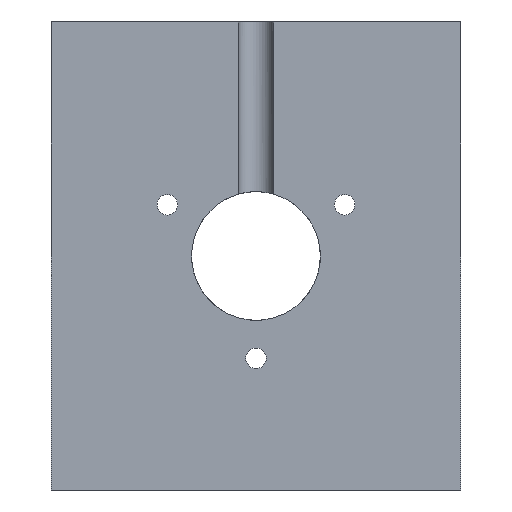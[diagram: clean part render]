
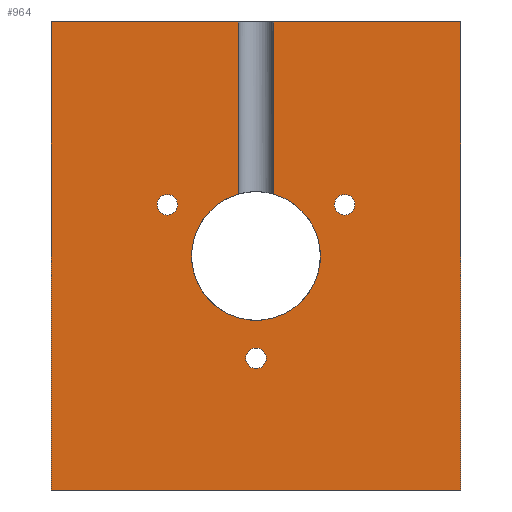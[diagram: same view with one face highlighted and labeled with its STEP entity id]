
A CAD part, front view. The second image highlights one B-rep face of the part: STEP entity #964.
In plain terms, the highlighted planar face has unit normal (0, -1, 0).
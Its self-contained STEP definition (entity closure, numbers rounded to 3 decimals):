
#41	= VECTOR('',#42,10.);
#42	= DIRECTION('',(0.,0.,-1.));
#109	= EDGE_CURVE('',#105,#107,#100,.T.);
#105	= VERTEX_POINT('',#106);
#106	= CARTESIAN_POINT('',(-3.,0.,50.583));
#107	= VERTEX_POINT('',#108);
#108	= CARTESIAN_POINT('',(-3.,0.,80.));
#100	= LINE('',#101,#102);
#101	= CARTESIAN_POINT('',(-3.,0.,40.));
#102	= VECTOR('',#103,10.);
#103	= DIRECTION('',(0.,0.,1.));
#139	= VERTEX_POINT('',#140);
#140	= CARTESIAN_POINT('',(3.,0.,50.583));
#148	= EDGE_CURVE('',#146,#139,#143,.T.);
#146	= VERTEX_POINT('',#147);
#147	= CARTESIAN_POINT('',(3.,0.,80.));
#143	= LINE('',#144,#41);
#144	= CARTESIAN_POINT('',(3.,0.,40.));
#173	= EDGE_CURVE('',#146,#171,#166,.T.);
#171	= VERTEX_POINT('',#172);
#172	= CARTESIAN_POINT('',(35.,0.,80.));
#166	= LINE('',#167,#168);
#167	= CARTESIAN_POINT('',(-35.,0.,80.));
#168	= VECTOR('',#169,10.);
#169	= DIRECTION('',(1.,0.,0.));
#224	= VERTEX_POINT('',#167);
#227	= EDGE_CURVE('',#224,#107,#166,.T.);
#267	= EDGE_CURVE('',#139,#105,#262,.T.);
#262	= CIRCLE('',#263,11.);
#263	= AXIS2_PLACEMENT_3D('',#264,#265,#256);
#264	= CARTESIAN_POINT('Origin',(0.,0.,40.));
#265	= DIRECTION('center_axis',(0.,1.,0.));
#256	= DIRECTION('ref_axis',(-1.,0.,0.));
#296	= EDGE_CURVE('',#294,#294,#290,.T.);
#294	= VERTEX_POINT('',#295);
#295	= CARTESIAN_POINT('',(14.28,0.,50.266));
#290	= CIRCLE('',#291,1.75);
#291	= AXIS2_PLACEMENT_3D('',#292,#265,#287);
#292	= CARTESIAN_POINT('Origin',(15.155,0.,48.75));
#287	= DIRECTION('ref_axis',(0.5,0.,-0.866));
#325	= EDGE_CURVE('',#323,#323,#319,.T.);
#323	= VERTEX_POINT('',#324);
#324	= CARTESIAN_POINT('',(-16.03,0.,47.234));
#319	= CIRCLE('',#320,1.75);
#320	= AXIS2_PLACEMENT_3D('',#321,#265,#316);
#321	= CARTESIAN_POINT('Origin',(-15.155,0.,48.75));
#316	= DIRECTION('ref_axis',(0.5,0.,0.866));
#352	= EDGE_CURVE('',#350,#350,#346,.T.);
#350	= VERTEX_POINT('',#351);
#351	= CARTESIAN_POINT('',(1.75,0.,22.5));
#346	= CIRCLE('',#347,1.75);
#347	= AXIS2_PLACEMENT_3D('',#348,#265,#343);
#348	= CARTESIAN_POINT('Origin',(0.,0.,22.5));
#343	= DIRECTION('ref_axis',(-1.,0.,0.));
#596	= VECTOR('',#597,10.);
#597	= DIRECTION('',(0.,0.,1.));
#851	= VERTEX_POINT('',#852);
#852	= CARTESIAN_POINT('',(-35.,0.,0.));
#857	= VERTEX_POINT('',#855);
#855	= CARTESIAN_POINT('',(35.,0.,0.));
#863	= EDGE_CURVE('',#851,#857,#861,.T.);
#861	= LINE('',#852,#168);
#884	= EDGE_CURVE('',#857,#171,#882,.T.);
#882	= LINE('',#855,#596);
#939	= EDGE_CURVE('',#851,#224,#937,.T.);
#937	= LINE('',#852,#596);
#964	= ADVANCED_FACE('',(#973,#976,#979,#982),#959,.T.);
#973	= FACE_BOUND('',#974,.T.);
#974	= EDGE_LOOP('',(#965,#966,#967,#968,#969,#970,#971,#972));
#965	= ORIENTED_EDGE('',*,*,#884,.T.);
#966	= ORIENTED_EDGE('',*,*,#148,.T.);
#967	= ORIENTED_EDGE('',*,*,#863,.T.);
#968	= ORIENTED_EDGE('',*,*,#173,.F.);
#969	= ORIENTED_EDGE('',*,*,#227,.F.);
#970	= ORIENTED_EDGE('',*,*,#267,.T.);
#971	= ORIENTED_EDGE('',*,*,#109,.T.);
#972	= ORIENTED_EDGE('',*,*,#939,.F.);
#976	= FACE_BOUND('',#977,.T.);
#977	= EDGE_LOOP('',(#975));
#975	= ORIENTED_EDGE('',*,*,#296,.T.);
#979	= FACE_BOUND('',#980,.T.);
#980	= EDGE_LOOP('',(#978));
#978	= ORIENTED_EDGE('',*,*,#325,.T.);
#982	= FACE_BOUND('',#983,.T.);
#983	= EDGE_LOOP('',(#981));
#981	= ORIENTED_EDGE('',*,*,#352,.T.);
#959	= PLANE('',#960);
#960	= AXIS2_PLACEMENT_3D('',#961,#962,#963);
#961	= CARTESIAN_POINT('Origin',(-35.,0.,0.));
#962	= DIRECTION('center_axis',(0.,-1.,0.));
#963	= DIRECTION('ref_axis',(0.,0.,-1.));
